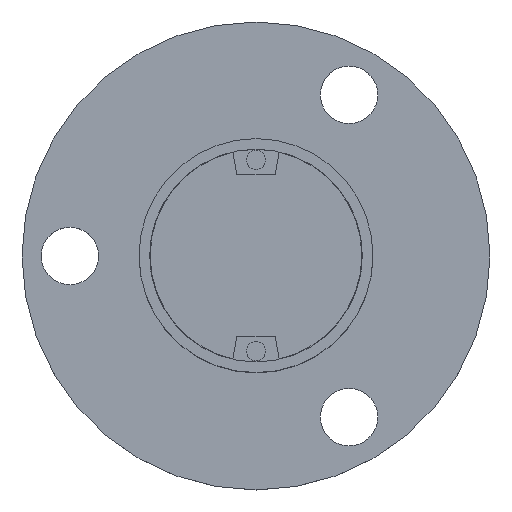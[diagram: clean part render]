
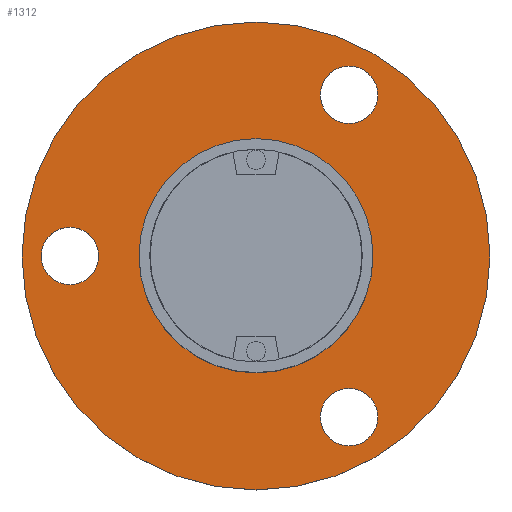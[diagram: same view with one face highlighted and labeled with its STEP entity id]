
A CAD part, top view. The second image highlights one B-rep face of the part: STEP entity #1312.
In plain terms, the highlighted planar face has unit normal (0, 0, 1).
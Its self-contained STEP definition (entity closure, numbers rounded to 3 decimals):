
#15 = EDGE_LOOP ( 'NONE', ( #506, #1328 ) ) ;
#31 = EDGE_LOOP ( 'NONE', ( #578, #630 ) ) ;
#41 = DIRECTION ( 'NONE',  ( 1., 0., 0. ) ) ;
#65 = DIRECTION ( 'NONE',  ( 1., 0., 0. ) ) ;
#68 = CARTESIAN_POINT ( 'NONE',  ( 8.75, 15.155, 16.4 ) ) ;
#86 = AXIS2_PLACEMENT_3D ( 'NONE', #124, #1009, #256 ) ;
#100 = ORIENTED_EDGE ( 'NONE', *, *, #175, .F. ) ;
#124 = CARTESIAN_POINT ( 'NONE',  ( 0., 0., 16.4 ) ) ;
#129 = CARTESIAN_POINT ( 'NONE',  ( -22., 0., 16.4 ) ) ;
#147 = EDGE_CURVE ( 'NONE', #1261, #1287, #944, .T. ) ;
#150 = VERTEX_POINT ( 'NONE', #1495 ) ;
#160 = EDGE_CURVE ( 'NONE', #150, #1499, #364, .T. ) ;
#168 = DIRECTION ( 'NONE',  ( 0., 0., -1. ) ) ;
#175 = EDGE_CURVE ( 'NONE', #221, #875, #234, .T. ) ;
#201 = AXIS2_PLACEMENT_3D ( 'NONE', #451, #1332, #573 ) ;
#219 = DIRECTION ( 'NONE',  ( 1., 0., 0. ) ) ;
#221 = VERTEX_POINT ( 'NONE', #921 ) ;
#234 = CIRCLE ( 'NONE', #373, 2.7 ) ;
#256 = DIRECTION ( 'NONE',  ( 1., 0., 0. ) ) ;
#285 = AXIS2_PLACEMENT_3D ( 'NONE', #68, #950, #219 ) ;
#295 = CARTESIAN_POINT ( 'NONE',  ( 22., 0., 16.4 ) ) ;
#360 = CIRCLE ( 'NONE', #1146, 22. ) ;
#364 = CIRCLE ( 'NONE', #285, 2.7 ) ;
#373 = AXIS2_PLACEMENT_3D ( 'NONE', #463, #1337, #584 ) ;
#376 = AXIS2_PLACEMENT_3D ( 'NONE', #1167, #1559, #790 ) ;
#398 = CIRCLE ( 'NONE', #971, 11. ) ;
#451 = CARTESIAN_POINT ( 'NONE',  ( 8.75, -15.155, 16.4 ) ) ;
#463 = CARTESIAN_POINT ( 'NONE',  ( -17.5, 0., 16.4 ) ) ;
#478 = DIRECTION ( 'NONE',  ( 0., 0., -1. ) ) ;
#506 = ORIENTED_EDGE ( 'NONE', *, *, #160, .F. ) ;
#517 = ORIENTED_EDGE ( 'NONE', *, *, #1053, .F. ) ;
#535 = EDGE_LOOP ( 'NONE', ( #1512, #517 ) ) ;
#573 = DIRECTION ( 'NONE',  ( 1., 0., 0. ) ) ;
#578 = ORIENTED_EDGE ( 'NONE', *, *, #1534, .F. ) ;
#579 = EDGE_LOOP ( 'NONE', ( #1389, #1345 ) ) ;
#581 = EDGE_CURVE ( 'NONE', #1217, #1490, #398, .T. ) ;
#584 = DIRECTION ( 'NONE',  ( 1., 0., 0. ) ) ;
#597 = DIRECTION ( 'NONE',  ( 0., 0., 1. ) ) ;
#598 = EDGE_CURVE ( 'NONE', #1241, #707, #360, .T. ) ;
#607 = FACE_BOUND ( 'NONE', #31, .T. ) ;
#625 = AXIS2_PLACEMENT_3D ( 'NONE', #689, #1576, #806 ) ;
#626 = CARTESIAN_POINT ( 'NONE',  ( 11.45, 15.155, 16.4 ) ) ;
#630 = ORIENTED_EDGE ( 'NONE', *, *, #581, .F. ) ;
#649 = CARTESIAN_POINT ( 'NONE',  ( 11.45, -15.155, 16.4 ) ) ;
#654 = FACE_OUTER_BOUND ( 'NONE', #535, .T. ) ;
#688 = EDGE_CURVE ( 'NONE', #1287, #1261, #1541, .T. ) ;
#689 = CARTESIAN_POINT ( 'NONE',  ( -17.5, 0., 16.4 ) ) ;
#707 = VERTEX_POINT ( 'NONE', #295 ) ;
#761 = ORIENTED_EDGE ( 'NONE', *, *, #1395, .F. ) ;
#789 = DIRECTION ( 'NONE',  ( 0., 0., 1. ) ) ;
#790 = DIRECTION ( 'NONE',  ( 1., 0., 0. ) ) ;
#806 = DIRECTION ( 'NONE',  ( 1., 0., 0. ) ) ;
#810 = DIRECTION ( 'NONE',  ( 0., 0., 1. ) ) ;
#875 = VERTEX_POINT ( 'NONE', #1626 ) ;
#884 = CARTESIAN_POINT ( 'NONE',  ( 6.05, -15.155, 16.4 ) ) ;
#921 = CARTESIAN_POINT ( 'NONE',  ( -14.8, 0., 16.4 ) ) ;
#923 = CARTESIAN_POINT ( 'NONE',  ( 0., 0., 16.4 ) ) ;
#942 = FACE_BOUND ( 'NONE', #1177, .T. ) ;
#944 = CIRCLE ( 'NONE', #201, 2.7 ) ;
#950 = DIRECTION ( 'NONE',  ( 0., 0., 1. ) ) ;
#962 = CIRCLE ( 'NONE', #86, 11. ) ;
#971 = AXIS2_PLACEMENT_3D ( 'NONE', #1353, #597, #1485 ) ;
#978 = FACE_BOUND ( 'NONE', #15, .T. ) ;
#993 = CARTESIAN_POINT ( 'NONE',  ( -11., 0., 16.4 ) ) ;
#1009 = DIRECTION ( 'NONE',  ( 0., 0., 1. ) ) ;
#1051 = DIRECTION ( 'NONE',  ( -1., 0., 0. ) ) ;
#1053 = EDGE_CURVE ( 'NONE', #707, #1241, #1305, .T. ) ;
#1103 = EDGE_CURVE ( 'NONE', #1499, #150, #1568, .T. ) ;
#1130 = CARTESIAN_POINT ( 'NONE',  ( 11., 0., 16.4 ) ) ;
#1146 = AXIS2_PLACEMENT_3D ( 'NONE', #1227, #478, #1355 ) ;
#1154 = CIRCLE ( 'NONE', #625, 2.7 ) ;
#1167 = CARTESIAN_POINT ( 'NONE',  ( 0., 0., 16.4 ) ) ;
#1177 = EDGE_LOOP ( 'NONE', ( #761, #100 ) ) ;
#1191 = AXIS2_PLACEMENT_3D ( 'NONE', #1582, #810, #65 ) ;
#1217 = VERTEX_POINT ( 'NONE', #1130 ) ;
#1227 = CARTESIAN_POINT ( 'NONE',  ( 0., 0., 16.4 ) ) ;
#1241 = VERTEX_POINT ( 'NONE', #129 ) ;
#1261 = VERTEX_POINT ( 'NONE', #884 ) ;
#1276 = AXIS2_PLACEMENT_3D ( 'NONE', #923, #168, #1051 ) ;
#1282 = FACE_BOUND ( 'NONE', #579, .T. ) ;
#1287 = VERTEX_POINT ( 'NONE', #649 ) ;
#1297 = PLANE ( 'NONE',  #376 ) ;
#1305 = CIRCLE ( 'NONE', #1276, 22. ) ;
#1312 = ADVANCED_FACE ( 'NONE', ( #654, #942, #1282, #978, #607 ), #1297, .T. ) ;
#1328 = ORIENTED_EDGE ( 'NONE', *, *, #1103, .F. ) ;
#1332 = DIRECTION ( 'NONE',  ( 0., 0., 1. ) ) ;
#1337 = DIRECTION ( 'NONE',  ( 0., 0., 1. ) ) ;
#1345 = ORIENTED_EDGE ( 'NONE', *, *, #688, .F. ) ;
#1353 = CARTESIAN_POINT ( 'NONE',  ( 0., 0., 16.4 ) ) ;
#1355 = DIRECTION ( 'NONE',  ( -1., 0., 0. ) ) ;
#1389 = ORIENTED_EDGE ( 'NONE', *, *, #147, .F. ) ;
#1395 = EDGE_CURVE ( 'NONE', #875, #221, #1154, .T. ) ;
#1485 = DIRECTION ( 'NONE',  ( 1., 0., 0. ) ) ;
#1490 = VERTEX_POINT ( 'NONE', #993 ) ;
#1494 = AXIS2_PLACEMENT_3D ( 'NONE', #1555, #789, #41 ) ;
#1495 = CARTESIAN_POINT ( 'NONE',  ( 6.05, 15.155, 16.4 ) ) ;
#1499 = VERTEX_POINT ( 'NONE', #626 ) ;
#1512 = ORIENTED_EDGE ( 'NONE', *, *, #598, .F. ) ;
#1534 = EDGE_CURVE ( 'NONE', #1490, #1217, #962, .T. ) ;
#1541 = CIRCLE ( 'NONE', #1494, 2.7 ) ;
#1555 = CARTESIAN_POINT ( 'NONE',  ( 8.75, -15.155, 16.4 ) ) ;
#1559 = DIRECTION ( 'NONE',  ( 0., 0., 1. ) ) ;
#1568 = CIRCLE ( 'NONE', #1191, 2.7 ) ;
#1576 = DIRECTION ( 'NONE',  ( 0., 0., 1. ) ) ;
#1582 = CARTESIAN_POINT ( 'NONE',  ( 8.75, 15.155, 16.4 ) ) ;
#1626 = CARTESIAN_POINT ( 'NONE',  ( -20.2, 0., 16.4 ) ) ;
